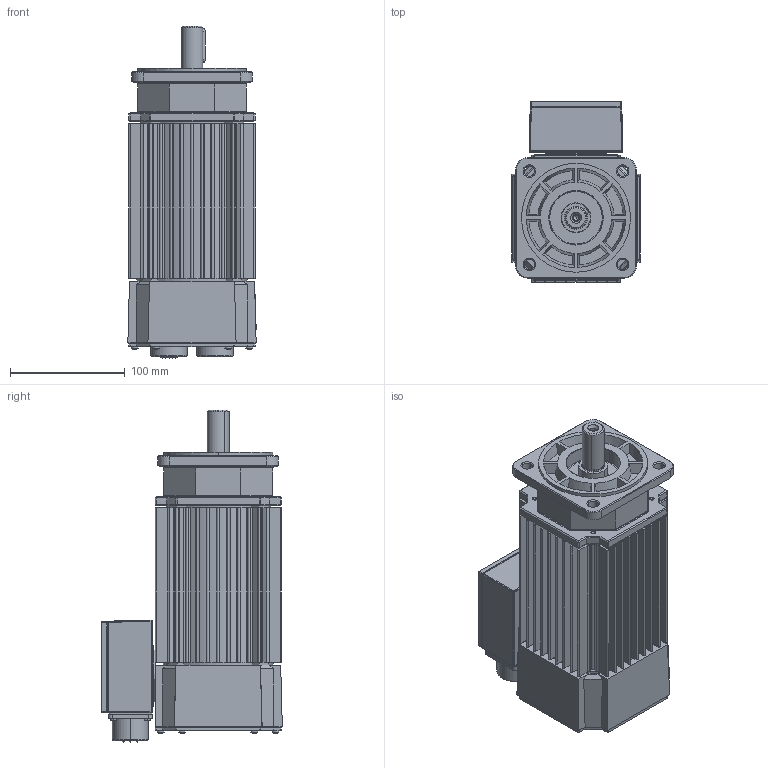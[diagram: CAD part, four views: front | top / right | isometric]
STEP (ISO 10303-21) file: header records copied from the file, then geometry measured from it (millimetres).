
FILE_DESCRIPTION((''),'2;1');
FILE_NAME('BL-114 - Basic.stp','2014-04-07T07:54:20',('arodrigo'),(''),'Autodesk Inventor 9','Autodesk Inventor 9','');
FILE_SCHEMA(('AUTOMOTIVE_DESIGN { 1 0 10303 214 1 1 1 1 }'));
Length unit declared in the file: millimetre
Products named in the file (1): Pieza1
Bounding box: 111.8 x 157.4 x 289.38 mm (x, y, z)
Volume: 2504111 mm3; surface area: 318035.7 mm2
Topology: 39 solids, 39 shells, 1597 faces, 4015 edges, 2509 vertices
Faces by surface type: plane 748, cylinder 489, bspline 126, cone 100, sphere 70, torus 64
Entity records: 50592 total; most frequent: CARTESIAN_POINT 12062, DIRECTION 8413, ORIENTED_EDGE 7832, EDGE_CURVE 3916, AXIS2_PLACEMENT_3D 3155, VERTEX_POINT 2488, VECTOR 2103, LINE 2103
